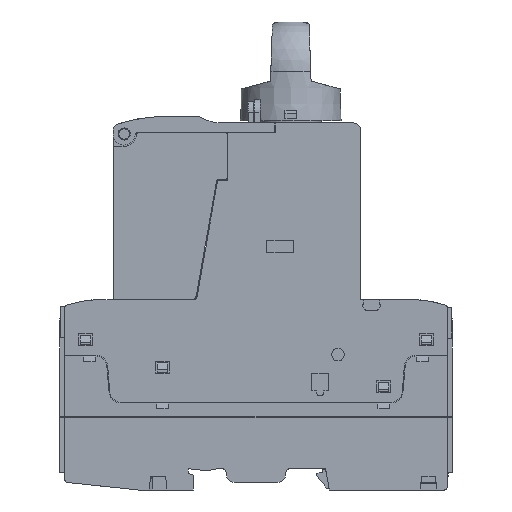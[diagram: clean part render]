
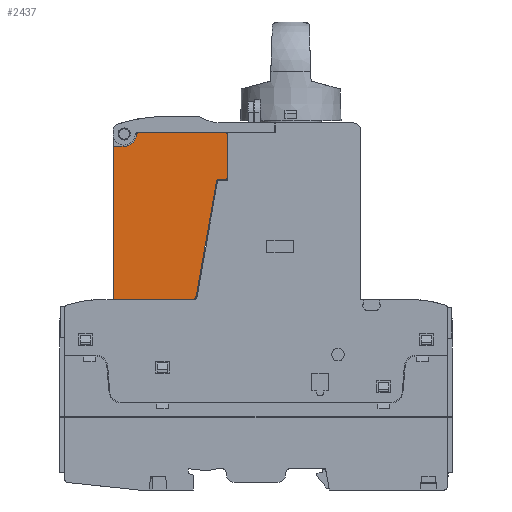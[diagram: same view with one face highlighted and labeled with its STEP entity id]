
A CAD part, left-side view. The second image highlights one B-rep face of the part: STEP entity #2437.
In plain terms, the highlighted planar face has unit normal (-1, 0, 0).
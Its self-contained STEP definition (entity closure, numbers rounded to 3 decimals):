
#2437 = ADVANCED_FACE( '', ( #6052 ), #6053, .T. );
#6052 = FACE_OUTER_BOUND( '', #10919, .T. );
#6053 = PLANE( '', #10920 );
#10919 = EDGE_LOOP( '', ( #18562, #18563, #18564, #18565, #18566, #18567, #18568, #18569, #18570, #18571, #18572, #18573, #18574, #18575, #18576 ) );
#10920 = AXIS2_PLACEMENT_3D( '', #18577, #18578, #18579 );
#18562 = ORIENTED_EDGE( '', *, *, #32070, .T. );
#18563 = ORIENTED_EDGE( '', *, *, #32071, .T. );
#18564 = ORIENTED_EDGE( '', *, *, #32072, .T. );
#18565 = ORIENTED_EDGE( '', *, *, #32073, .T. );
#18566 = ORIENTED_EDGE( '', *, *, #32074, .T. );
#18567 = ORIENTED_EDGE( '', *, *, #32075, .F. );
#18568 = ORIENTED_EDGE( '', *, *, #31746, .T. );
#18569 = ORIENTED_EDGE( '', *, *, #32076, .T. );
#18570 = ORIENTED_EDGE( '', *, *, #32077, .T. );
#18571 = ORIENTED_EDGE( '', *, *, #32078, .T. );
#18572 = ORIENTED_EDGE( '', *, *, #32079, .T. );
#18573 = ORIENTED_EDGE( '', *, *, #32080, .T. );
#18574 = ORIENTED_EDGE( '', *, *, #29978, .F. );
#18575 = ORIENTED_EDGE( '', *, *, #32081, .T. );
#18576 = ORIENTED_EDGE( '', *, *, #32082, .T. );
#18577 = CARTESIAN_POINT( '', ( 0., 85.5, 49.5 ) );
#18578 = DIRECTION( '', ( -1., 0., 0. ) );
#18579 = DIRECTION( '', ( 0., 0., 1. ) );
#29978 = EDGE_CURVE( '', #36267, #36269, #36270, .T. );
#31746 = EDGE_CURVE( '', #39312, #39310, #39313, .T. );
#32070 = EDGE_CURVE( '', #39827, #39828, #39829, .T. );
#32071 = EDGE_CURVE( '', #39828, #39830, #39831, .T. );
#32072 = EDGE_CURVE( '', #39830, #39832, #39833, .T. );
#32073 = EDGE_CURVE( '', #39832, #39834, #39835, .T. );
#32074 = EDGE_CURVE( '', #39834, #39836, #39837, .T. );
#32075 = EDGE_CURVE( '', #39312, #39836, #39838, .T. );
#32076 = EDGE_CURVE( '', #39310, #39839, #39840, .T. );
#32077 = EDGE_CURVE( '', #39839, #39841, #39842, .T. );
#32078 = EDGE_CURVE( '', #39841, #39843, #39844, .T. );
#32079 = EDGE_CURVE( '', #39843, #39845, #39846, .T. );
#32080 = EDGE_CURVE( '', #39845, #36269, #39847, .T. );
#32081 = EDGE_CURVE( '', #36267, #39848, #39849, .T. );
#32082 = EDGE_CURVE( '', #39848, #39827, #39850, .T. );
#36267 = VERTEX_POINT( '', #45484 );
#36269 = VERTEX_POINT( '', #45487 );
#36270 = CIRCLE( '', #45488, 3.2 );
#39310 = VERTEX_POINT( '', #50007 );
#39312 = VERTEX_POINT( '', #50010 );
#39313 = LINE( '', #50011, #50012 );
#39827 = VERTEX_POINT( '', #50761 );
#39828 = VERTEX_POINT( '', #50762 );
#39829 = LINE( '', #50763, #50764 );
#39830 = VERTEX_POINT( '', #50765 );
#39831 = CIRCLE( '', #50766, 0.5 );
#39832 = VERTEX_POINT( '', #50767 );
#39833 = LINE( '', #50768, #50769 );
#39834 = VERTEX_POINT( '', #50770 );
#39835 = CIRCLE( '', #50771, 1.4 );
#39836 = VERTEX_POINT( '', #50772 );
#39837 = LINE( '', #50773, #50774 );
#39838 = CIRCLE( '', #50775, 0.5 );
#39839 = VERTEX_POINT( '', #50776 );
#39840 = CIRCLE( '', #50777, 0.5 );
#39841 = VERTEX_POINT( '', #50778 );
#39842 = LINE( '', #50779, #50780 );
#39843 = VERTEX_POINT( '', #50781 );
#39844 = CIRCLE( '', #50782, 0.3 );
#39845 = VERTEX_POINT( '', #50783 );
#39846 = LINE( '', #50784, #50785 );
#39847 = CIRCLE( '', #50786, 0.5 );
#39848 = VERTEX_POINT( '', #50787 );
#39849 = LINE( '', #50788, #50789 );
#39850 = CIRCLE( '', #50790, 0.3 );
#45484 = CARTESIAN_POINT( '', ( 0., 83.15, 88.45 ) );
#45487 = CARTESIAN_POINT( '', ( 0., 79.955, 91.477 ) );
#45488 = AXIS2_PLACEMENT_3D( '', #58061, #58062, #58063 );
#50007 = CARTESIAN_POINT( '', ( 0., 57.1, 79.95 ) );
#50010 = CARTESIAN_POINT( '', ( 0., 58.883, 79.95 ) );
#50011 = CARTESIAN_POINT( '', ( 0., 58.883, 79.95 ) );
#50012 = VECTOR( '', #59962, 1000. );
#50761 = CARTESIAN_POINT( '', ( 0., 86., 88.15 ) );
#50762 = CARTESIAN_POINT( '', ( 0., 86., 49.5 ) );
#50763 = CARTESIAN_POINT( '', ( 0., 86., 88.15 ) );
#50764 = VECTOR( '', #60270, 1000. );
#50765 = CARTESIAN_POINT( '', ( 0., 85.718, 49.05 ) );
#50766 = AXIS2_PLACEMENT_3D( '', #60271, #60272, #60273 );
#50767 = CARTESIAN_POINT( '', ( 0., 65.564, 49.05 ) );
#50768 = CARTESIAN_POINT( '', ( 0., 85.718, 49.05 ) );
#50769 = VECTOR( '', #60274, 1000. );
#50770 = CARTESIAN_POINT( '', ( 0., 64.556, 50.157 ) );
#50771 = AXIS2_PLACEMENT_3D( '', #60275, #60276, #60277 );
#50772 = CARTESIAN_POINT( '', ( 0., 59.376, 79.537 ) );
#50773 = CARTESIAN_POINT( '', ( 0., 64.556, 50.157 ) );
#50774 = VECTOR( '', #60278, 1000. );
#50775 = AXIS2_PLACEMENT_3D( '', #60279, #60280, #60281 );
#50776 = CARTESIAN_POINT( '', ( 0., 56.6, 80.45 ) );
#50777 = AXIS2_PLACEMENT_3D( '', #60282, #60283, #60284 );
#50778 = CARTESIAN_POINT( '', ( 0., 56.6, 91.65 ) );
#50779 = CARTESIAN_POINT( '', ( 0., 56.6, 80.45 ) );
#50780 = VECTOR( '', #60285, 1000. );
#50781 = CARTESIAN_POINT( '', ( 0., 56.9, 91.95 ) );
#50782 = AXIS2_PLACEMENT_3D( '', #60286, #60287, #60288 );
#50783 = CARTESIAN_POINT( '', ( 0., 79.455, 91.95 ) );
#50784 = CARTESIAN_POINT( '', ( 0., 56.9, 91.95 ) );
#50785 = VECTOR( '', #60289, 1000. );
#50786 = AXIS2_PLACEMENT_3D( '', #60290, #60291, #60292 );
#50787 = CARTESIAN_POINT( '', ( 0., 85.7, 88.45 ) );
#50788 = CARTESIAN_POINT( '', ( 0., 83.15, 88.45 ) );
#50789 = VECTOR( '', #60293, 1000. );
#50790 = AXIS2_PLACEMENT_3D( '', #60294, #60295, #60296 );
#58061 = CARTESIAN_POINT( '', ( 0., 83.15, 91.65 ) );
#58062 = DIRECTION( '', ( -1., 0., 0. ) );
#58063 = DIRECTION( '', ( 0., -1., 0. ) );
#59962 = DIRECTION( '', ( 0., -1., 0. ) );
#60270 = DIRECTION( '', ( 0., 0., -1. ) );
#60271 = CARTESIAN_POINT( '', ( 0., 85.5, 49.5 ) );
#60272 = DIRECTION( '', ( -1., 0., 0. ) );
#60273 = DIRECTION( '', ( 0., -1., 0. ) );
#60274 = DIRECTION( '', ( 0., -1., 0. ) );
#60275 = CARTESIAN_POINT( '', ( 0., 65.935, 50.4 ) );
#60276 = DIRECTION( '', ( -1., 0., 0. ) );
#60277 = DIRECTION( '', ( 0., -1., 0. ) );
#60278 = DIRECTION( '', ( 0., -0.174, 0.985 ) );
#60279 = CARTESIAN_POINT( '', ( 0., 58.883, 79.45 ) );
#60280 = DIRECTION( '', ( -1., 0., 0. ) );
#60281 = DIRECTION( '', ( 0., -1., 0. ) );
#60282 = CARTESIAN_POINT( '', ( 0., 57.1, 80.45 ) );
#60283 = DIRECTION( '', ( -1., 0., 0. ) );
#60284 = DIRECTION( '', ( 0., -1., 0. ) );
#60285 = DIRECTION( '', ( 0., 0., 1. ) );
#60286 = CARTESIAN_POINT( '', ( 0., 56.9, 91.65 ) );
#60287 = DIRECTION( '', ( -1., 0., 0. ) );
#60288 = DIRECTION( '', ( 0., -1., 0. ) );
#60289 = DIRECTION( '', ( 0., 1., 0. ) );
#60290 = CARTESIAN_POINT( '', ( 0., 79.455, 91.45 ) );
#60291 = DIRECTION( '', ( -1., 0., 0. ) );
#60292 = DIRECTION( '', ( 0., -1., 0. ) );
#60293 = DIRECTION( '', ( 0., 1., 0. ) );
#60294 = CARTESIAN_POINT( '', ( 0., 85.7, 88.15 ) );
#60295 = DIRECTION( '', ( -1., 0., 0. ) );
#60296 = DIRECTION( '', ( 0., -1., 0. ) );
